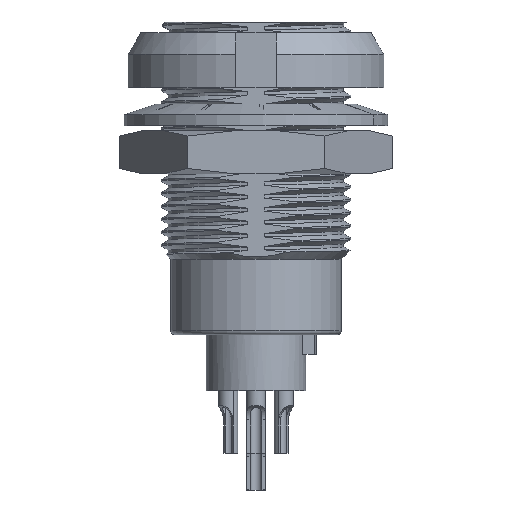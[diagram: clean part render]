
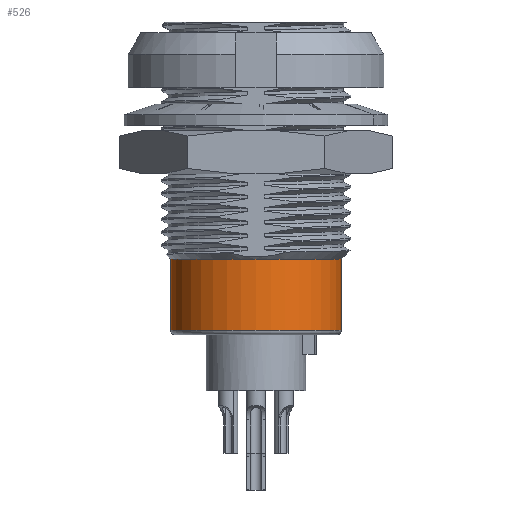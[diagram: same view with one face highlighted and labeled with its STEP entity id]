
A CAD part, left-side view. The second image highlights one B-rep face of the part: STEP entity #526.
In plain terms, the highlighted cylindrical face has radius 3.95 mm (diameter 7.9 mm), a partial arc.
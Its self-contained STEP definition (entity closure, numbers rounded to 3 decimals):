
#526 = ADVANCED_FACE ( 'NONE', ( #52376 ), #46881, .T. ) ;
#3211 = LINE ( 'NONE', #80638, #70703 ) ;
#4028 = DIRECTION ( 'NONE',  ( 0., -1., 0. ) ) ;
#4893 = DIRECTION ( 'NONE',  ( 0., -1., 0. ) ) ;
#10997 = CIRCLE ( 'NONE', #37608, 3.95 ) ;
#13073 = VECTOR ( 'NONE', #4893, 1000. ) ;
#13676 = ORIENTED_EDGE ( 'NONE', *, *, #44844, .T. ) ;
#14500 = EDGE_CURVE ( 'NONE', #22158, #60110, #45127, .T. ) ;
#16557 = CIRCLE ( 'NONE', #23918, 3.95 ) ;
#17082 = ORIENTED_EDGE ( 'NONE', *, *, #61762, .T. ) ;
#19714 = CARTESIAN_POINT ( 'NONE',  ( 0., 14.5, 3.95 ) ) ;
#22158 = VERTEX_POINT ( 'NONE', #67278 ) ;
#22965 = DIRECTION ( 'NONE',  ( 0., 1., 0. ) ) ;
#23882 = CARTESIAN_POINT ( 'NONE',  ( 0., 11., 0. ) ) ;
#23918 = AXIS2_PLACEMENT_3D ( 'NONE', #82222, #4028, #74468 ) ;
#32905 = CARTESIAN_POINT ( 'NONE',  ( 0., 14.5, 0. ) ) ;
#37608 = AXIS2_PLACEMENT_3D ( 'NONE', #23882, #22965, #80443 ) ;
#38522 = VERTEX_POINT ( 'NONE', #42037 ) ;
#38992 = EDGE_CURVE ( 'NONE', #38522, #55210, #3211, .T. ) ;
#41159 = EDGE_LOOP ( 'NONE', ( #45876, #17082, #62359, #13676 ) ) ;
#42037 = CARTESIAN_POINT ( 'NONE',  ( 0., 14.3, -3.95 ) ) ;
#44844 = EDGE_CURVE ( 'NONE', #55210, #60110, #10997, .T. ) ;
#45127 = LINE ( 'NONE', #19714, #13073 ) ;
#45876 = ORIENTED_EDGE ( 'NONE', *, *, #14500, .F. ) ;
#46881 = CYLINDRICAL_SURFACE ( 'NONE', #65128, 3.95 ) ;
#51594 = DIRECTION ( 'NONE',  ( 0., -1., 0. ) ) ;
#52376 = FACE_OUTER_BOUND ( 'NONE', #41159, .T. ) ;
#55210 = VERTEX_POINT ( 'NONE', #77190 ) ;
#60110 = VERTEX_POINT ( 'NONE', #82012 ) ;
#61762 = EDGE_CURVE ( 'NONE', #22158, #38522, #16557, .T. ) ;
#62359 = ORIENTED_EDGE ( 'NONE', *, *, #38992, .T. ) ;
#65128 = AXIS2_PLACEMENT_3D ( 'NONE', #32905, #89482, #82973 ) ;
#67278 = CARTESIAN_POINT ( 'NONE',  ( 0., 14.3, 3.95 ) ) ;
#70703 = VECTOR ( 'NONE', #51594, 1000. ) ;
#74468 = DIRECTION ( 'NONE',  ( 0., 0., 1. ) ) ;
#77190 = CARTESIAN_POINT ( 'NONE',  ( 0., 11., -3.95 ) ) ;
#80443 = DIRECTION ( 'NONE',  ( 0., 0., 1. ) ) ;
#80638 = CARTESIAN_POINT ( 'NONE',  ( 0., 14.5, -3.95 ) ) ;
#82012 = CARTESIAN_POINT ( 'NONE',  ( 0., 11., 3.95 ) ) ;
#82222 = CARTESIAN_POINT ( 'NONE',  ( 0., 14.3, 0. ) ) ;
#82973 = DIRECTION ( 'NONE',  ( 0., 0., -1. ) ) ;
#89482 = DIRECTION ( 'NONE',  ( 0., -1., 0. ) ) ;
